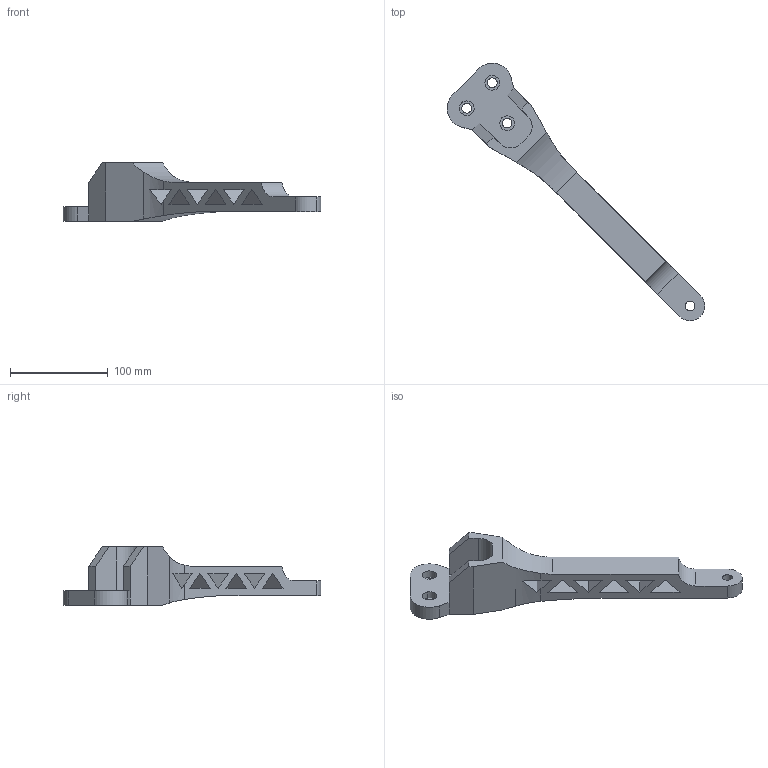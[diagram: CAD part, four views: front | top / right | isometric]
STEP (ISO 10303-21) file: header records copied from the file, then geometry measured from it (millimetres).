
FILE_DESCRIPTION(('CATIA V5 STEP Exchange'),'2;1');
FILE_NAME('Arm.stp','2025-03-17T14:39:35+00:00',('none'),('none'),'CATIA Version 5 Release 20 GA (IN-10)','CATIA V5 STEP AP203','none');
FILE_SCHEMA(('CONFIG_CONTROL_DESIGN'));
Length unit declared in the file: millimetre
Products named in the file (1): Arm
Bounding box: 263.58 x 263.58 x 60 mm (x, y, z)
Volume: 319069.7 mm3; surface area: 67632.3 mm2
Topology: 1 solids, 1 shells, 68 faces, 193 edges, 128 vertices
Faces by surface type: plane 43, cylinder 25
Entity records: 2193 total; most frequent: CARTESIAN_POINT 420, ORIENTED_EDGE 386, DIRECTION 289, EDGE_CURVE 193, VECTOR 133, LINE 133, VERTEX_POINT 128, AXIS2_PLACEMENT_3D 103
